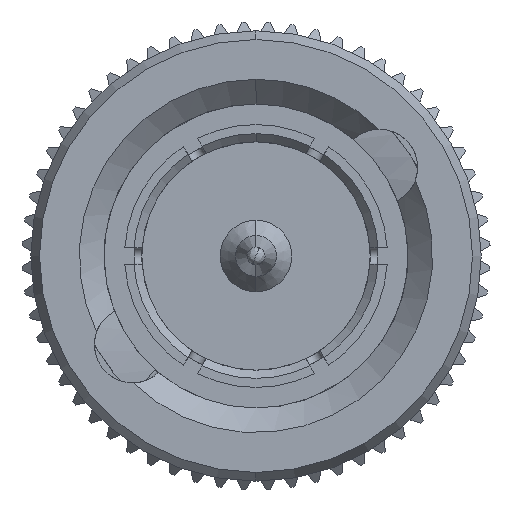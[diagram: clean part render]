
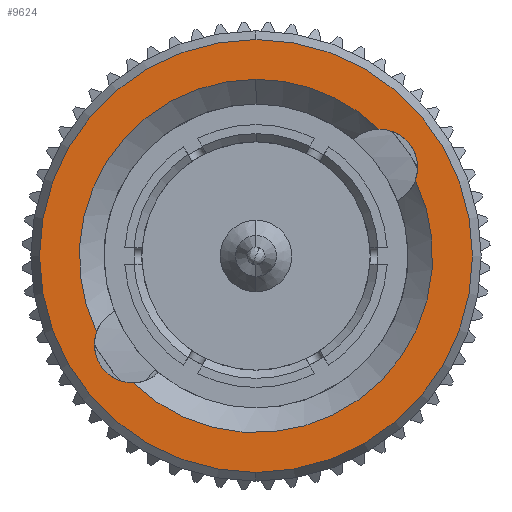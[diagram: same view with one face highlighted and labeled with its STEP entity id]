
A CAD part, left-side view. The second image highlights one B-rep face of the part: STEP entity #9624.
In plain terms, the highlighted planar face has unit normal (-1, 0, 0).
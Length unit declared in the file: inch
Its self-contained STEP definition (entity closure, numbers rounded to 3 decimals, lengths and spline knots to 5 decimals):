
#12 = EDGE_CURVE ( 'NONE', #8865, #8223, #9348, .T. ) ;
#693 = ORIENTED_EDGE ( 'NONE', *, *, #13049, .T. ) ;
#1414 = VERTEX_POINT ( 'NONE', #3637 ) ;
#2077 = CARTESIAN_POINT ( 'NONE',  ( 0.33873, 0., 0. ) ) ;
#2156 = DIRECTION ( 'NONE',  ( 0., 0., -1. ) ) ;
#2262 = VERTEX_POINT ( 'NONE', #4747 ) ;
#2322 = EDGE_CURVE ( 'NONE', #8223, #8865, #9304, .T. ) ;
#2538 = ORIENTED_EDGE ( 'NONE', *, *, #12, .F. ) ;
#2807 = DIRECTION ( 'NONE',  ( 1., 0., 0. ) ) ;
#2947 = DIRECTION ( 'NONE',  ( 0., 0., 1. ) ) ;
#2953 = EDGE_CURVE ( 'NONE', #9866, #8031, #3791, .T. ) ;
#2985 = CARTESIAN_POINT ( 'NONE',  ( 0.33873, 0., 0. ) ) ;
#3061 = DIRECTION ( 'NONE',  ( 0., 0., -1. ) ) ;
#3182 = DIRECTION ( 'NONE',  ( 1., 0., 0. ) ) ;
#3366 = CARTESIAN_POINT ( 'NONE',  ( 0.33873, 0., 0.26339 ) ) ;
#3637 = CARTESIAN_POINT ( 'NONE',  ( 0.33873, -0.19403, 0.09247 ) ) ;
#3791 = CIRCLE ( 'NONE', #4171, 0.21494 ) ;
#3888 = DIRECTION ( 'NONE',  ( 0., 0., -1. ) ) ;
#3952 = ORIENTED_EDGE ( 'NONE', *, *, #2322, .F. ) ;
#4008 = ORIENTED_EDGE ( 'NONE', *, *, #13682, .T. ) ;
#4073 = AXIS2_PLACEMENT_3D ( 'NONE', #6373, #9635, #8388 ) ;
#4094 = CARTESIAN_POINT ( 'NONE',  ( 0.33873, -0.14961, 0.15433 ) ) ;
#4171 = AXIS2_PLACEMENT_3D ( 'NONE', #12589, #2807, #2947 ) ;
#4669 = EDGE_CURVE ( 'NONE', #8031, #13577, #8353, .T. ) ;
#4747 = CARTESIAN_POINT ( 'NONE',  ( 0.33873, 0.14961, -0.15433 ) ) ;
#4889 = AXIS2_PLACEMENT_3D ( 'NONE', #9356, #10296, #3888 ) ;
#5304 = DIRECTION ( 'NONE',  ( 0., 0., 1. ) ) ;
#5374 = EDGE_CURVE ( 'NONE', #2262, #5908, #6685, .T. ) ;
#5488 = CARTESIAN_POINT ( 'NONE',  ( 0.33873, 0., 0. ) ) ;
#5601 = FACE_BOUND ( 'NONE', #6710, .T. ) ;
#5908 = VERTEX_POINT ( 'NONE', #10787 ) ;
#6334 = DIRECTION ( 'NONE',  ( 1., 0., 0. ) ) ;
#6373 = CARTESIAN_POINT ( 'NONE',  ( 0.33873, 0.15021, -0.10789 ) ) ;
#6685 = CIRCLE ( 'NONE', #11531, 0.04645 ) ;
#6686 = ORIENTED_EDGE ( 'NONE', *, *, #2953, .T. ) ;
#6710 = EDGE_LOOP ( 'NONE', ( #6686, #7985, #4008, #693, #13581, #7841 ) ) ;
#6916 = CARTESIAN_POINT ( 'NONE',  ( 0.33873, 0.19403, -0.09247 ) ) ;
#7044 = AXIS2_PLACEMENT_3D ( 'NONE', #2985, #10586, #13798 ) ;
#7321 = CIRCLE ( 'NONE', #4073, 0.04645 ) ;
#7363 = CIRCLE ( 'NONE', #9483, 0.21494 ) ;
#7400 = DIRECTION ( 'NONE',  ( 1., 0., 0. ) ) ;
#7402 = EDGE_CURVE ( 'NONE', #5908, #9866, #7321, .T. ) ;
#7780 = CARTESIAN_POINT ( 'NONE',  ( 0.33873, 0.15021, -0.10789 ) ) ;
#7841 = ORIENTED_EDGE ( 'NONE', *, *, #7402, .T. ) ;
#7985 = ORIENTED_EDGE ( 'NONE', *, *, #4669, .T. ) ;
#8031 = VERTEX_POINT ( 'NONE', #10257 ) ;
#8223 = VERTEX_POINT ( 'NONE', #8563 ) ;
#8353 = CIRCLE ( 'NONE', #7044, 0.21494 ) ;
#8388 = DIRECTION ( 'NONE',  ( 0., 0., -1. ) ) ;
#8563 = CARTESIAN_POINT ( 'NONE',  ( 0.33873, 0., -0.26339 ) ) ;
#8840 = DIRECTION ( 'NONE',  ( 1., 0., 0. ) ) ;
#8865 = VERTEX_POINT ( 'NONE', #3366 ) ;
#9304 = CIRCLE ( 'NONE', #4889, 0.26339 ) ;
#9348 = CIRCLE ( 'NONE', #13258, 0.26339 ) ;
#9356 = CARTESIAN_POINT ( 'NONE',  ( 0.33873, 0., 0. ) ) ;
#9483 = AXIS2_PLACEMENT_3D ( 'NONE', #2077, #7400, #5304 ) ;
#9624 = ADVANCED_FACE ( 'NONE', ( #12426, #5601 ), #13772, .F. ) ;
#9635 = DIRECTION ( 'NONE',  ( 1., 0., 0. ) ) ;
#9866 = VERTEX_POINT ( 'NONE', #6916 ) ;
#9968 = DIRECTION ( 'NONE',  ( 0., 0., -1. ) ) ;
#10257 = CARTESIAN_POINT ( 'NONE',  ( 0.33873, 0., 0.21494 ) ) ;
#10296 = DIRECTION ( 'NONE',  ( 1., 0., 0. ) ) ;
#10586 = DIRECTION ( 'NONE',  ( 1., 0., 0. ) ) ;
#10743 = DIRECTION ( 'NONE',  ( 1., 0., 0. ) ) ;
#10787 = CARTESIAN_POINT ( 'NONE',  ( 0.33873, 0.15021, -0.15434 ) ) ;
#11531 = AXIS2_PLACEMENT_3D ( 'NONE', #7780, #8840, #9968 ) ;
#11555 = EDGE_LOOP ( 'NONE', ( #3952, #2538 ) ) ;
#12309 = AXIS2_PLACEMENT_3D ( 'NONE', #13863, #3182, #2156 ) ;
#12426 = FACE_OUTER_BOUND ( 'NONE', #11555, .T. ) ;
#12435 = AXIS2_PLACEMENT_3D ( 'NONE', #12714, #6334, #3061 ) ;
#12589 = CARTESIAN_POINT ( 'NONE',  ( 0.33873, 0., 0. ) ) ;
#12714 = CARTESIAN_POINT ( 'NONE',  ( 0.33873, -0.15021, 0.10789 ) ) ;
#12939 = DIRECTION ( 'NONE',  ( 0., 0., -1. ) ) ;
#13049 = EDGE_CURVE ( 'NONE', #1414, #2262, #7363, .T. ) ;
#13258 = AXIS2_PLACEMENT_3D ( 'NONE', #5488, #10743, #12939 ) ;
#13283 = CIRCLE ( 'NONE', #12435, 0.04645 ) ;
#13577 = VERTEX_POINT ( 'NONE', #4094 ) ;
#13581 = ORIENTED_EDGE ( 'NONE', *, *, #5374, .T. ) ;
#13682 = EDGE_CURVE ( 'NONE', #13577, #1414, #13283, .T. ) ;
#13772 = PLANE ( 'NONE',  #12309 ) ;
#13798 = DIRECTION ( 'NONE',  ( 0., 0., 1. ) ) ;
#13863 = CARTESIAN_POINT ( 'NONE',  ( 0.33873, 0., -0.26339 ) ) ;
